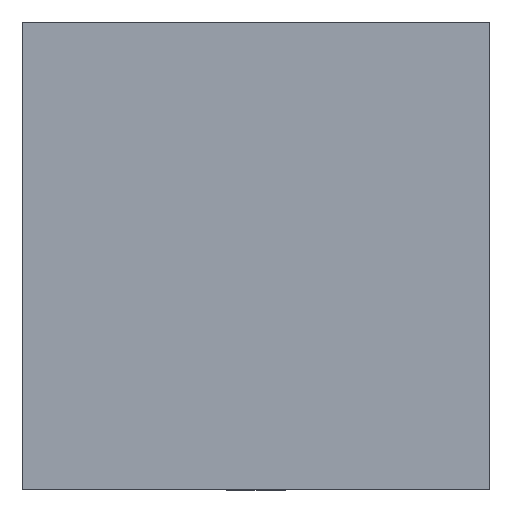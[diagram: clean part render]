
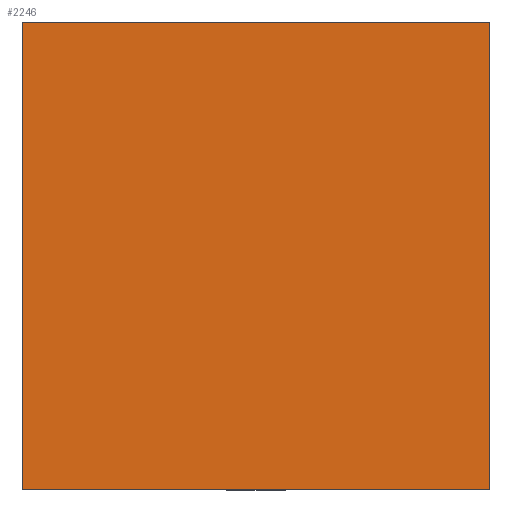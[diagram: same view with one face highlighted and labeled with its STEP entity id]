
A CAD part, top view. The second image highlights one B-rep face of the part: STEP entity #2246.
In plain terms, the highlighted face is planar.
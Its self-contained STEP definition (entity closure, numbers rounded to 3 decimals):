
#935=DIRECTION('',(0.,0.,1.));
#936=VECTOR('',#935,2.);
#937=CARTESIAN_POINT('',(-1.,0.975,-1.));
#938=LINE('',#937,#936);
#942=DIRECTION('',(-1.,0.,0.));
#943=VECTOR('',#942,2.);
#944=CARTESIAN_POINT('',(1.,0.975,-1.));
#945=LINE('',#944,#943);
#949=DIRECTION('',(0.,0.,-1.));
#950=VECTOR('',#949,2.);
#951=CARTESIAN_POINT('',(1.,0.975,1.));
#952=LINE('',#951,#950);
#956=DIRECTION('',(1.,0.,0.));
#957=VECTOR('',#956,2.);
#958=CARTESIAN_POINT('',(-1.,0.975,1.));
#959=LINE('',#958,#957);
#1345=CARTESIAN_POINT('',(-1.,0.975,-1.));
#1346=CARTESIAN_POINT('',(-1.,0.975,1.));
#1347=VERTEX_POINT('',#1345);
#1348=VERTEX_POINT('',#1346);
#1349=CARTESIAN_POINT('',(1.,0.975,1.));
#1350=VERTEX_POINT('',#1349);
#1351=CARTESIAN_POINT('',(1.,0.975,-1.));
#1352=VERTEX_POINT('',#1351);
#2235=CARTESIAN_POINT('',(0.,0.975,0.));
#2236=DIRECTION('',(0.,1.,0.));
#2237=DIRECTION('',(1.,0.,0.));
#2238=AXIS2_PLACEMENT_3D('',#2235,#2236,#2237);
#2239=PLANE('',#2238);
#2240=ORIENTED_EDGE('',*,*,#1756,.F.);
#2241=ORIENTED_EDGE('',*,*,#2005,.F.);
#2242=ORIENTED_EDGE('',*,*,#2081,.F.);
#2243=ORIENTED_EDGE('',*,*,#2173,.F.);
#2244=EDGE_LOOP('',(#2240,#2241,#2242,#2243));
#2245=FACE_OUTER_BOUND('',#2244,.F.);
#1756=EDGE_CURVE('',#1347,#1348,#938,.T.);
#2005=EDGE_CURVE('',#1352,#1347,#945,.T.);
#2081=EDGE_CURVE('',#1350,#1352,#952,.T.);
#2173=EDGE_CURVE('',#1348,#1350,#959,.T.);
#2246=ADVANCED_FACE('',(#2245),#2239,.T.);
